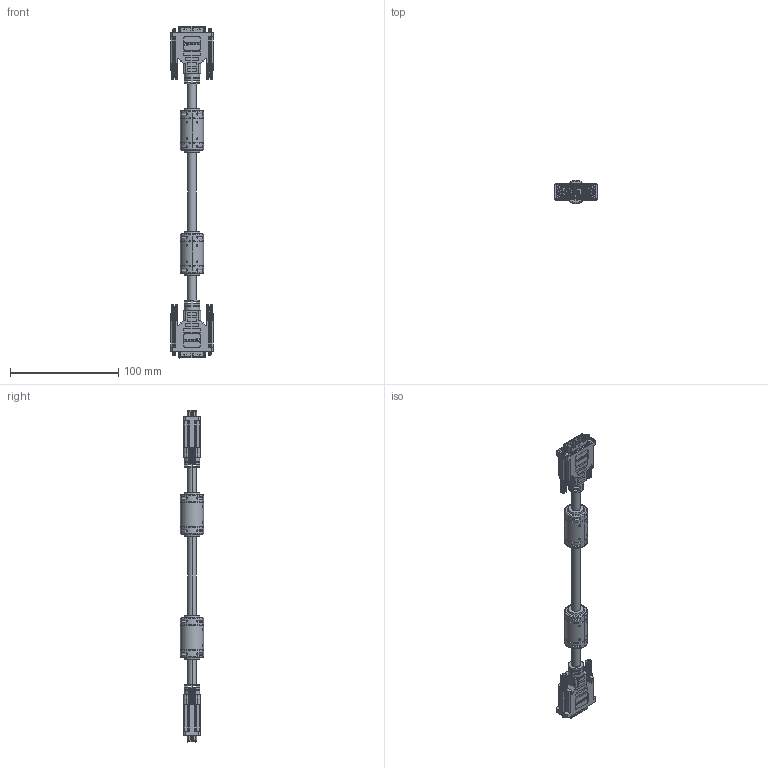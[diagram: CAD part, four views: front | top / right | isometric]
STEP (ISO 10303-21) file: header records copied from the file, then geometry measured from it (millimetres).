
FILE_DESCRIPTION (( 'STEP AP203' ), '1' );
FILE_NAME ('CTLDVI-ISL-MM.STEP', '2015-04-08T16:18:41', ( 'x' ), ( '' ), 'SwSTEP 2.0', 'SolidWorks 2014', '' );
FILE_SCHEMA (( 'CONFIG_CONTROL_DESIGN' ));
Products named in the file (8): DVI-ISL(18+5)M FERRITE AND JACKET(FOR ASSEMBLY); DVI-ISL CABLELINE; DVI-ISL(18+5)M HOUSING_NEW LOGO; DVI-18+5)M SCREW; DVI-ISL(18+5)M METAL CAN; DVI-ISL(18+5)M PRE MOLDING; DVI-ISL(18+5)M ASSEMBLY_NEW LOGO; CTLDVI-ISL-MM
Assembly tree (10 placements, depth 3):
  CTLDVI-ISL-MM
    DVI-ISL(18+5)M FERRITE AND JACKET(FOR ASSEMBLY)  x2
    DVI-ISL CABLELINE
    DVI-ISL(18+5)M ASSEMBLY_NEW LOGO  x2
      DVI-ISL(18+5)M HOUSING_NEW LOGO
      DVI-18+5)M SCREW
      DVI-ISL(18+5)M METAL CAN
      DVI-ISL(18+5)M PRE MOLDING
Bounding box: 39.07 x 21.4 x 307.3 mm (x, y, z)
Volume: 66883.6 mm3; surface area: 58750.3 mm2
Topology: 17 solids, 17 shells, 3996 faces, 10428 edges, 6678 vertices
Faces by surface type: plane 2098, bspline 910, cylinder 840, cone 148
Entity records: 70173 total; most frequent: CARTESIAN_POINT 28471, ORIENTED_EDGE 9180, DIRECTION 7298, EDGE_CURVE 4590, LINE 3000, VECTOR 3000, VERTEX_POINT 2946, AXIS2_PLACEMENT_3D 2149
